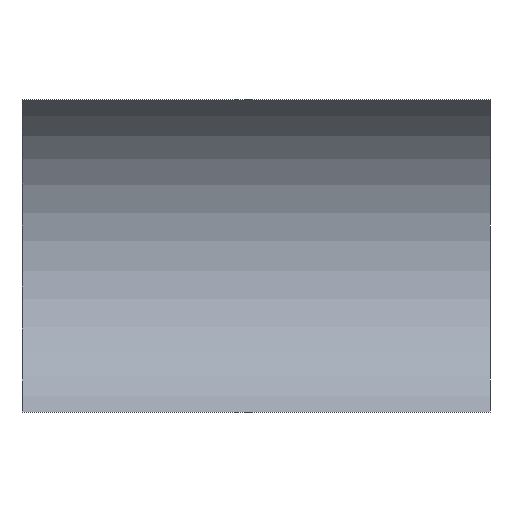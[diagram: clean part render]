
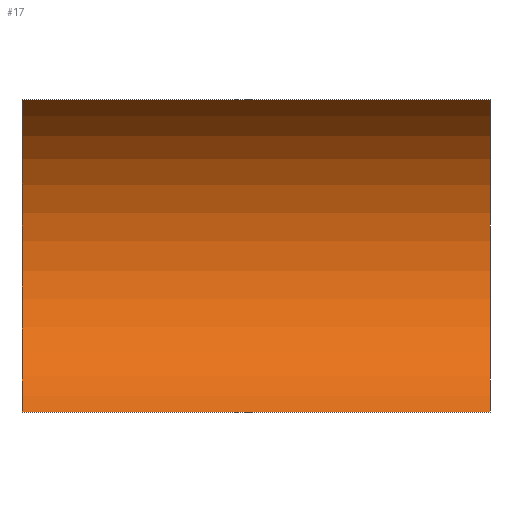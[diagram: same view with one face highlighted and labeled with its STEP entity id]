
A CAD part, left-side view. The second image highlights one B-rep face of the part: STEP entity #17.
In plain terms, the highlighted cylindrical face has radius 11.45 mm (diameter 22.9 mm), a partial arc.
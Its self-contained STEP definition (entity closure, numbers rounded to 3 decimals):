
#3 = DIRECTION ( 'NONE',  ( 0., 0., -1. ) ) ;
#12 = VERTEX_POINT ( 'NONE', #191 ) ;
#17 = ADVANCED_FACE ( 'NONE', ( #32 ), #42, .F. ) ;
#19 = CARTESIAN_POINT ( 'NONE',  ( -13.45, 0., 10. ) ) ;
#32 = FACE_OUTER_BOUND ( 'NONE', #70, .T. ) ;
#35 = CARTESIAN_POINT ( 'NONE',  ( -7.873, 0., 0. ) ) ;
#38 = ORIENTED_EDGE ( 'NONE', *, *, #89, .T. ) ;
#39 = DIRECTION ( 'NONE',  ( 0., -1., 0. ) ) ;
#42 = CYLINDRICAL_SURFACE ( 'NONE', #140, 11.45 ) ;
#43 = VECTOR ( 'NONE', #158, 1000. ) ;
#58 = VECTOR ( 'NONE', #144, 1000. ) ;
#63 = DIRECTION ( 'NONE',  ( 0., 0., 1. ) ) ;
#64 = LINE ( 'NONE', #180, #43 ) ;
#70 = EDGE_LOOP ( 'NONE', ( #38, #162, #141, #173 ) ) ;
#73 = CARTESIAN_POINT ( 'NONE',  ( -7.873, 30., 20. ) ) ;
#76 = VERTEX_POINT ( 'NONE', #35 ) ;
#84 = EDGE_CURVE ( 'NONE', #135, #101, #131, .T. ) ;
#89 = EDGE_CURVE ( 'NONE', #76, #12, #182, .T. ) ;
#99 = CARTESIAN_POINT ( 'NONE',  ( -7.873, 30., 0. ) ) ;
#101 = VERTEX_POINT ( 'NONE', #73 ) ;
#111 = CARTESIAN_POINT ( 'NONE',  ( -13.45, 30., 10. ) ) ;
#121 = DIRECTION ( 'NONE',  ( 0., -1., 0. ) ) ;
#126 = EDGE_CURVE ( 'NONE', #135, #76, #154, .T. ) ;
#131 = CIRCLE ( 'NONE', #186, 11.45 ) ;
#135 = VERTEX_POINT ( 'NONE', #99 ) ;
#140 = AXIS2_PLACEMENT_3D ( 'NONE', #172, #39, #3 ) ;
#141 = ORIENTED_EDGE ( 'NONE', *, *, #84, .F. ) ;
#142 = CARTESIAN_POINT ( 'NONE',  ( -7.873, 30., 0. ) ) ;
#144 = DIRECTION ( 'NONE',  ( 0., -1., 0. ) ) ;
#147 = DIRECTION ( 'NONE',  ( 0., -1., 0. ) ) ;
#154 = LINE ( 'NONE', #142, #58 ) ;
#158 = DIRECTION ( 'NONE',  ( 0., -1., 0. ) ) ;
#162 = ORIENTED_EDGE ( 'NONE', *, *, #193, .F. ) ;
#172 = CARTESIAN_POINT ( 'NONE',  ( -13.45, 30., 10. ) ) ;
#173 = ORIENTED_EDGE ( 'NONE', *, *, #126, .T. ) ;
#176 = AXIS2_PLACEMENT_3D ( 'NONE', #19, #121, #63 ) ;
#180 = CARTESIAN_POINT ( 'NONE',  ( -7.873, 30., 20. ) ) ;
#182 = CIRCLE ( 'NONE', #176, 11.45 ) ;
#186 = AXIS2_PLACEMENT_3D ( 'NONE', #111, #147, #199 ) ;
#191 = CARTESIAN_POINT ( 'NONE',  ( -7.873, 0., 20. ) ) ;
#193 = EDGE_CURVE ( 'NONE', #101, #12, #64, .T. ) ;
#199 = DIRECTION ( 'NONE',  ( 0., 0., 1. ) ) ;
